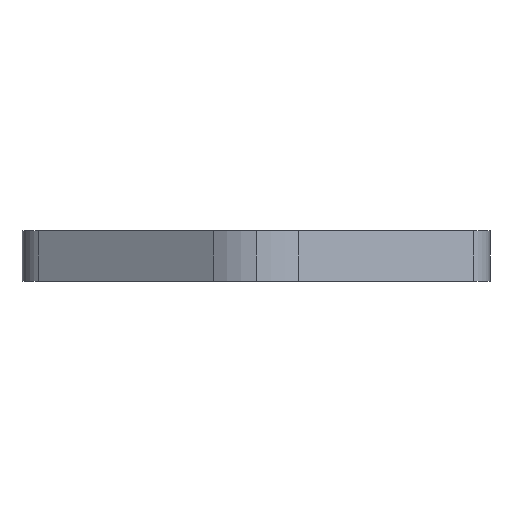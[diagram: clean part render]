
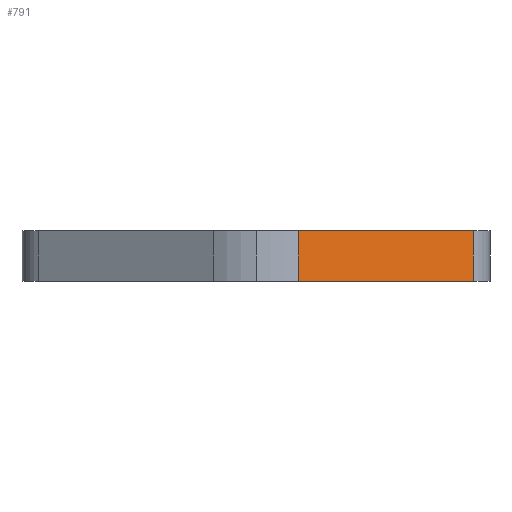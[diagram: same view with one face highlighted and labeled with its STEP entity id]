
A CAD part, left-side view. The second image highlights one B-rep face of the part: STEP entity #791.
In plain terms, the highlighted planar face has unit normal (-0.848, -0.53, 0).
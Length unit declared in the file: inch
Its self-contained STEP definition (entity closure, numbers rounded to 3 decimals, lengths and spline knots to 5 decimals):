
#2 = EDGE_CURVE ( 'NONE', #544, #236, #953, .T. ) ;
#43 = VERTEX_POINT ( 'NONE', #862 ) ;
#49 = EDGE_LOOP ( 'NONE', ( #854, #792, #642, #982 ) ) ;
#50 = VECTOR ( 'NONE', #255, 39.37008 ) ;
#67 = VECTOR ( 'NONE', #343, 39.37008 ) ;
#89 = PLANE ( 'NONE',  #606 ) ;
#162 = CARTESIAN_POINT ( 'NONE',  ( -1.05132, -0.09816, 0.11811 ) ) ;
#166 = VECTOR ( 'NONE', #700, 39.37008 ) ;
#173 = LINE ( 'NONE', #321, #166 ) ;
#208 = EDGE_CURVE ( 'NONE', #43, #995, #671, .T. ) ;
#221 = FACE_OUTER_BOUND ( 'NONE', #49, .T. ) ;
#236 = VERTEX_POINT ( 'NONE', #583 ) ;
#255 = DIRECTION ( 'NONE',  ( 0.53, -0.848, 0. ) ) ;
#321 = CARTESIAN_POINT ( 'NONE',  ( -1.05132, -0.09816, 0.11811 ) ) ;
#325 = CARTESIAN_POINT ( 'NONE',  ( -1.05132, -0.09816, 0. ) ) ;
#343 = DIRECTION ( 'NONE',  ( -0.53, 0.848, 0. ) ) ;
#401 = DIRECTION ( 'NONE',  ( -0.53, 0.848, 0. ) ) ;
#406 = CARTESIAN_POINT ( 'NONE',  ( -1.05132, -0.09816, 0.11811 ) ) ;
#452 = DIRECTION ( 'NONE',  ( 0.848, 0.53, 0. ) ) ;
#457 = LINE ( 'NONE', #776, #625 ) ;
#514 = EDGE_CURVE ( 'NONE', #995, #544, #173, .T. ) ;
#544 = VERTEX_POINT ( 'NONE', #406 ) ;
#583 = CARTESIAN_POINT ( 'NONE',  ( -0.79606, -0.50658, 0.11811 ) ) ;
#606 = AXIS2_PLACEMENT_3D ( 'NONE', #1010, #452, #401 ) ;
#625 = VECTOR ( 'NONE', #767, 39.37008 ) ;
#642 = ORIENTED_EDGE ( 'NONE', *, *, #514, .F. ) ;
#671 = LINE ( 'NONE', #822, #67 ) ;
#700 = DIRECTION ( 'NONE',  ( 0., 0., 1. ) ) ;
#767 = DIRECTION ( 'NONE',  ( 0., 0., -1. ) ) ;
#776 = CARTESIAN_POINT ( 'NONE',  ( -0.79606, -0.50658, 0.11811 ) ) ;
#791 = ADVANCED_FACE ( 'NONE', ( #221 ), #89, .F. ) ;
#792 = ORIENTED_EDGE ( 'NONE', *, *, #2, .F. ) ;
#797 = EDGE_CURVE ( 'NONE', #236, #43, #457, .T. ) ;
#822 = CARTESIAN_POINT ( 'NONE',  ( -1.05132, -0.09816, 0. ) ) ;
#854 = ORIENTED_EDGE ( 'NONE', *, *, #797, .F. ) ;
#862 = CARTESIAN_POINT ( 'NONE',  ( -0.79606, -0.50658, 0. ) ) ;
#953 = LINE ( 'NONE', #162, #50 ) ;
#982 = ORIENTED_EDGE ( 'NONE', *, *, #208, .F. ) ;
#995 = VERTEX_POINT ( 'NONE', #325 ) ;
#1010 = CARTESIAN_POINT ( 'NONE',  ( -1.05132, -0.09816, 0.11811 ) ) ;
